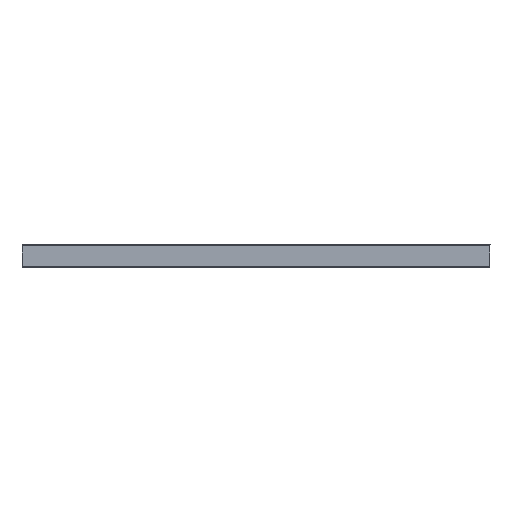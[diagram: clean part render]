
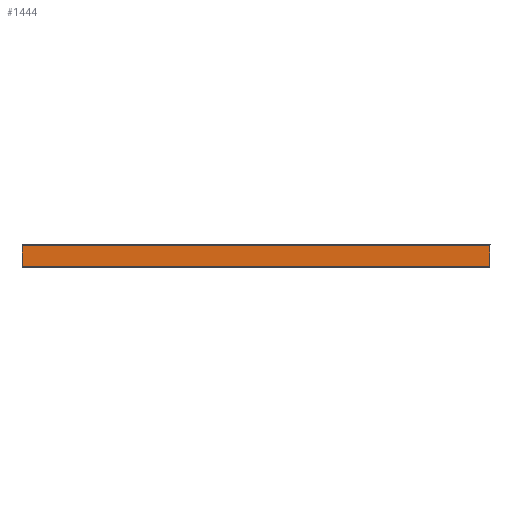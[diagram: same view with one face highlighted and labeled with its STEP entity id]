
A CAD part, top view. The second image highlights one B-rep face of the part: STEP entity #1444.
In plain terms, the highlighted planar face has unit normal (0, 0, 1).
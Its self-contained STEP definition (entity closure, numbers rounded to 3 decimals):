
#106=FACE_OUTER_BOUND('',#176,.T.);
#176=EDGE_LOOP('',(#1193,#1194,#1195,#1196));
#364=LINE('',#2400,#496);
#390=LINE('',#2495,#522);
#391=LINE('',#2500,#523);
#392=LINE('',#2501,#524);
#496=VECTOR('',#1891,1.);
#522=VECTOR('',#1991,1.);
#523=VECTOR('',#1998,1.);
#524=VECTOR('',#1999,1.);
#664=VERTEX_POINT('',#2397);
#665=VERTEX_POINT('',#2399);
#697=VERTEX_POINT('',#2493);
#698=VERTEX_POINT('',#2499);
#867=EDGE_CURVE('',#665,#664,#364,.T.);
#916=EDGE_CURVE('',#697,#664,#390,.F.);
#918=EDGE_CURVE('',#698,#697,#391,.T.);
#919=EDGE_CURVE('',#698,#665,#392,.T.);
#1193=ORIENTED_EDGE('',*,*,#916,.F.);
#1194=ORIENTED_EDGE('',*,*,#918,.F.);
#1195=ORIENTED_EDGE('',*,*,#919,.T.);
#1196=ORIENTED_EDGE('',*,*,#867,.T.);
#1383=PLANE('',#1642);
#1444=ADVANCED_FACE('',(#106),#1383,.T.);
#1642=AXIS2_PLACEMENT_3D('',#2498,#1996,#1997);
#1891=DIRECTION('',(0.,1.,0.));
#1991=DIRECTION('',(-1.,0.,0.));
#1996=DIRECTION('center_axis',(0.,0.,1.));
#1997=DIRECTION('ref_axis',(0.,-1.,0.));
#1998=DIRECTION('',(0.,1.,0.));
#1999=DIRECTION('',(1.,0.,0.));
#2397=CARTESIAN_POINT('',(3088.564,-362.272,-48.5));
#2399=CARTESIAN_POINT('',(3088.564,-505.272,-48.5));
#2400=CARTESIAN_POINT('',(3088.564,-433.772,-48.5));
#2493=CARTESIAN_POINT('',(58.564,-362.272,-48.5));
#2495=CARTESIAN_POINT('',(1573.564,-362.272,-48.5));
#2498=CARTESIAN_POINT('Origin',(1573.564,-362.272,-48.5));
#2499=CARTESIAN_POINT('',(58.564,-505.272,-48.5));
#2500=CARTESIAN_POINT('',(58.564,-433.772,-48.5));
#2501=CARTESIAN_POINT('',(1573.564,-505.272,-48.5));
